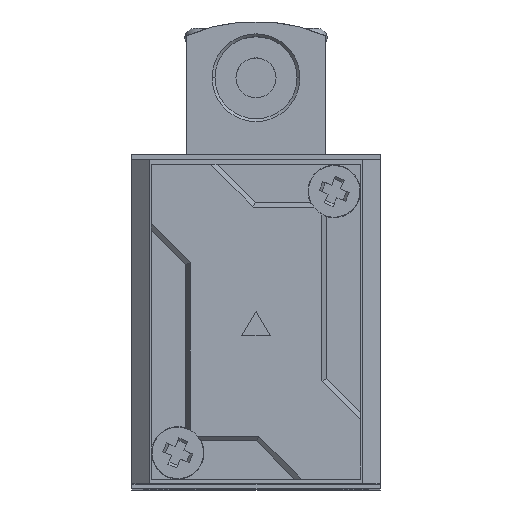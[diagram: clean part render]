
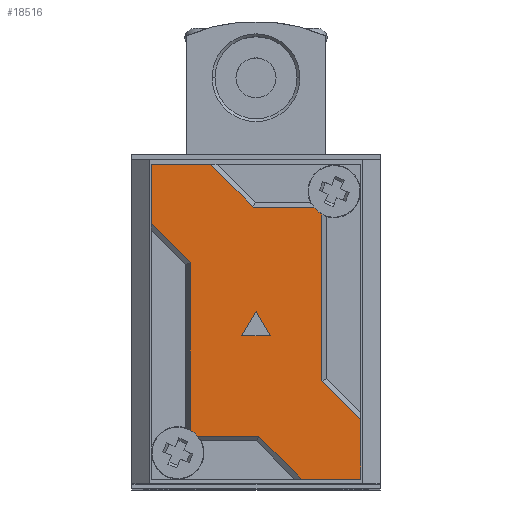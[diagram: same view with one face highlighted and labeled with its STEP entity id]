
A CAD part, top view. The second image highlights one B-rep face of the part: STEP entity #18516.
In plain terms, the highlighted face is planar.
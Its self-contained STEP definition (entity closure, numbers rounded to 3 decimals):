
#1667 = AXIS2_PLACEMENT_3D ( 'NONE', #6541, #6539, #6538 ) ;
#1967 = LINE ( 'NONE', #15392, #1972 ) ;
#1972 = VECTOR ( 'NONE', #15391, 1000. ) ;
#2078 = LINE ( 'NONE', #15464, #2079 ) ;
#2079 = VECTOR ( 'NONE', #15463, 1000. ) ;
#2825 = VERTEX_POINT ( 'NONE', #15229 ) ;
#2826 = VERTEX_POINT ( 'NONE', #15225 ) ;
#2827 = VERTEX_POINT ( 'NONE', #15221 ) ;
#2828 = VERTEX_POINT ( 'NONE', #15217 ) ;
#2829 = VERTEX_POINT ( 'NONE', #15216 ) ;
#2830 = VERTEX_POINT ( 'NONE', #15212 ) ;
#2831 = VERTEX_POINT ( 'NONE', #15209 ) ;
#2854 = VERTEX_POINT ( 'NONE', #15131 ) ;
#2855 = VERTEX_POINT ( 'NONE', #15127 ) ;
#2922 = VERTEX_POINT ( 'NONE', #14882 ) ;
#2923 = VERTEX_POINT ( 'NONE', #14875 ) ;
#3013 = VERTEX_POINT ( 'NONE', #15986 ) ;
#3014 = VERTEX_POINT ( 'NONE', #15985 ) ;
#3024 = VERTEX_POINT ( 'NONE', #15972 ) ;
#3025 = VERTEX_POINT ( 'NONE', #15971 ) ;
#3341 = VERTEX_POINT ( 'NONE', #15560 ) ;
#3342 = VERTEX_POINT ( 'NONE', #15558 ) ;
#3373 = EDGE_CURVE ( 'NONE', #3024, #3341, #2078, .T. ) ;
#3376 = LINE ( 'NONE', #15377, #5436 ) ;
#3918 = DIRECTION ( 'NONE',  ( -0.707, -0.707, 0. ) ) ;
#3919 = CARTESIAN_POINT ( 'NONE',  ( -11., -10.277, -4. ) ) ;
#3921 = DIRECTION ( 'NONE',  ( 0.707, 0.707, 0. ) ) ;
#3922 = CARTESIAN_POINT ( 'NONE',  ( -4.777, -16.5, -4. ) ) ;
#3923 = DIRECTION ( 'NONE',  ( 1., 0., 0. ) ) ;
#3925 = CARTESIAN_POINT ( 'NONE',  ( -0.277, -12., -4. ) ) ;
#3927 = DIRECTION ( 'NONE',  ( -1., 0., 0. ) ) ;
#3928 = DIRECTION ( 'NONE',  ( 0., 0., -1. ) ) ;
#3930 = CARTESIAN_POINT ( 'NONE',  ( 8.2, -13.75, -4. ) ) ;
#3932 = DIRECTION ( 'NONE',  ( 0., 1., 0. ) ) ;
#3933 = CARTESIAN_POINT ( 'NONE',  ( 6.9, 6.177, -4. ) ) ;
#3934 = DIRECTION ( 'NONE',  ( 0.707, 0.707, 0. ) ) ;
#3935 = CARTESIAN_POINT ( 'NONE',  ( 11., 10.277, -4. ) ) ;
#3937 = DIRECTION ( 'NONE',  ( -0.707, -0.707, 0. ) ) ;
#3939 = CARTESIAN_POINT ( 'NONE',  ( 4.777, 16.5, -4. ) ) ;
#3941 = DIRECTION ( 'NONE',  ( -1., 0., 0. ) ) ;
#3942 = CARTESIAN_POINT ( 'NONE',  ( -6.9, 12., -4. ) ) ;
#3943 = DIRECTION ( 'NONE',  ( 0., -1., 0. ) ) ;
#3944 = CARTESIAN_POINT ( 'NONE',  ( -6.9, 12., -4. ) ) ;
#3946 = DIRECTION ( 'NONE',  ( -1., 0., 0. ) ) ;
#3948 = CARTESIAN_POINT ( 'NONE',  ( -1.5, -1.5, -4. ) ) ;
#3949 = DIRECTION ( 'NONE',  ( 0.5, 0.866, 0. ) ) ;
#3951 = CARTESIAN_POINT ( 'NONE',  ( -1.5, -1.5, -4. ) ) ;
#3952 = DIRECTION ( 'NONE',  ( 0.5, -0.866, 0. ) ) ;
#3954 = CARTESIAN_POINT ( 'NONE',  ( 1.5, -1.5, -4. ) ) ;
#4095 = DIRECTION ( 'NONE',  ( -1., 0., 0. ) ) ;
#4096 = DIRECTION ( 'NONE',  ( 0., 0., -1. ) ) ;
#4097 = CARTESIAN_POINT ( 'NONE',  ( -8.2, 13.65, -4. ) ) ;
#4685 = EDGE_CURVE ( 'NONE', #3342, #3024, #18946, .T. ) ;
#4691 = EDGE_CURVE ( 'NONE', #3025, #2855, #1967, .T. ) ;
#4696 = EDGE_CURVE ( 'NONE', #2854, #3025, #3376, .T. ) ;
#5436 = VECTOR ( 'NONE', #15376, 1000. ) ;
#6538 = DIRECTION ( 'NONE',  ( 1., 0., 0. ) ) ;
#6539 = DIRECTION ( 'NONE',  ( 0., 0., 1. ) ) ;
#6541 = CARTESIAN_POINT ( 'NONE',  ( 11., -12., -4. ) ) ;
#6542 = PLANE ( 'NONE',  #1667 ) ;
#7554 = AXIS2_PLACEMENT_3D ( 'NONE', #4097, #4096, #4095 ) ;
#7565 = AXIS2_PLACEMENT_3D ( 'NONE', #3930, #3928, #3927 ) ;
#10605 = FACE_BOUND ( 'NONE', #17712, .T. ) ;
#10606 = FACE_OUTER_BOUND ( 'NONE', #17716, .T. ) ;
#11109 = CIRCLE ( 'NONE', #7554, 2.7 ) ;
#11175 = LINE ( 'NONE', #3954, #11177 ) ;
#11177 = VECTOR ( 'NONE', #3952, 1000. ) ;
#11178 = LINE ( 'NONE', #3951, #11179 ) ;
#11179 = VECTOR ( 'NONE', #3949, 1000. ) ;
#11180 = LINE ( 'NONE', #3948, #11181 ) ;
#11181 = VECTOR ( 'NONE', #3946, 1000. ) ;
#11182 = LINE ( 'NONE', #3944, #11183 ) ;
#11183 = VECTOR ( 'NONE', #3943, 1000. ) ;
#11184 = LINE ( 'NONE', #3942, #11185 ) ;
#11185 = VECTOR ( 'NONE', #3941, 1000. ) ;
#11186 = LINE ( 'NONE', #3939, #11187 ) ;
#11187 = VECTOR ( 'NONE', #3937, 1000. ) ;
#11188 = LINE ( 'NONE', #3935, #11189 ) ;
#11189 = VECTOR ( 'NONE', #3934, 1000. ) ;
#11190 = LINE ( 'NONE', #3933, #11191 ) ;
#11191 = VECTOR ( 'NONE', #3932, 1000. ) ;
#11192 = LINE ( 'NONE', #3925, #11194 ) ;
#11193 = CIRCLE ( 'NONE', #7565, 2.7 ) ;
#11194 = VECTOR ( 'NONE', #3923, 1000. ) ;
#11195 = LINE ( 'NONE', #3922, #11196 ) ;
#11196 = VECTOR ( 'NONE', #3921, 1000. ) ;
#11197 = LINE ( 'NONE', #3919, #11198 ) ;
#11198 = VECTOR ( 'NONE', #3918, 1000. ) ;
#14875 = CARTESIAN_POINT ( 'NONE',  ( -6.063, 12., -4. ) ) ;
#14882 = CARTESIAN_POINT ( 'NONE',  ( -6.9, 11.284, -4. ) ) ;
#15127 = CARTESIAN_POINT ( 'NONE',  ( -4.777, -16.5, -4. ) ) ;
#15131 = CARTESIAN_POINT ( 'NONE',  ( -11., -10.277, -4. ) ) ;
#15209 = CARTESIAN_POINT ( 'NONE',  ( 0., 1.098, -4. ) ) ;
#15212 = CARTESIAN_POINT ( 'NONE',  ( -1.5, -1.5, -4. ) ) ;
#15216 = CARTESIAN_POINT ( 'NONE',  ( -6.9, -6.177, -4. ) ) ;
#15217 = CARTESIAN_POINT ( 'NONE',  ( 0.277, 12., -4. ) ) ;
#15221 = CARTESIAN_POINT ( 'NONE',  ( 6.9, 6.177, -4. ) ) ;
#15225 = CARTESIAN_POINT ( 'NONE',  ( 6.144, -12., -4. ) ) ;
#15229 = CARTESIAN_POINT ( 'NONE',  ( -0.277, -12., -4. ) ) ;
#15376 = DIRECTION ( 'NONE',  ( 0., -1., 0. ) ) ;
#15377 = CARTESIAN_POINT ( 'NONE',  ( -11., -10.277, -4. ) ) ;
#15391 = DIRECTION ( 'NONE',  ( 1., 0., 0. ) ) ;
#15392 = CARTESIAN_POINT ( 'NONE',  ( -11., -16.5, -4. ) ) ;
#15408 = DIRECTION ( 'NONE',  ( 0., 1., 0. ) ) ;
#15411 = CARTESIAN_POINT ( 'NONE',  ( 11., 16.5, -4. ) ) ;
#15463 = DIRECTION ( 'NONE',  ( -1., 0., 0. ) ) ;
#15464 = CARTESIAN_POINT ( 'NONE',  ( 4.777, 16.5, -4. ) ) ;
#15558 = CARTESIAN_POINT ( 'NONE',  ( 11., 10.277, -4. ) ) ;
#15560 = CARTESIAN_POINT ( 'NONE',  ( 4.777, 16.5, -4. ) ) ;
#15971 = CARTESIAN_POINT ( 'NONE',  ( -11., -16.5, -4. ) ) ;
#15972 = CARTESIAN_POINT ( 'NONE',  ( 11., 16.5, -4. ) ) ;
#15985 = CARTESIAN_POINT ( 'NONE',  ( 1.5, -1.5, -4. ) ) ;
#15986 = CARTESIAN_POINT ( 'NONE',  ( 6.9, -11.384, -4. ) ) ;
#16455 = ORIENTED_EDGE ( 'NONE', *, *, #18887, .F. ) ;
#16456 = ORIENTED_EDGE ( 'NONE', *, *, #4696, .F. ) ;
#16457 = ORIENTED_EDGE ( 'NONE', *, *, #4691, .F. ) ;
#16458 = ORIENTED_EDGE ( 'NONE', *, *, #18886, .F. ) ;
#16459 = ORIENTED_EDGE ( 'NONE', *, *, #18885, .F. ) ;
#16460 = ORIENTED_EDGE ( 'NONE', *, *, #18884, .F. ) ;
#16461 = ORIENTED_EDGE ( 'NONE', *, *, #18883, .F. ) ;
#16462 = ORIENTED_EDGE ( 'NONE', *, *, #18882, .F. ) ;
#16463 = ORIENTED_EDGE ( 'NONE', *, *, #4685, .F. ) ;
#16464 = ORIENTED_EDGE ( 'NONE', *, *, #3373, .F. ) ;
#16465 = ORIENTED_EDGE ( 'NONE', *, *, #18881, .F. ) ;
#16466 = ORIENTED_EDGE ( 'NONE', *, *, #18880, .F. ) ;
#16467 = ORIENTED_EDGE ( 'NONE', *, *, #18835, .F. ) ;
#16468 = ORIENTED_EDGE ( 'NONE', *, *, #18879, .F. ) ;
#16469 = ORIENTED_EDGE ( 'NONE', *, *, #18878, .F. ) ;
#16470 = ORIENTED_EDGE ( 'NONE', *, *, #18877, .F. ) ;
#16471 = ORIENTED_EDGE ( 'NONE', *, *, #18876, .F. ) ;
#17712 = EDGE_LOOP ( 'NONE', ( #16471, #16470, #16469 ) ) ;
#17716 = EDGE_LOOP ( 'NONE', ( #16468, #16467, #16466, #16465, #16464, #16463, #16462, #16461, #16460, #16459, #16458, #16457, #16456, #16455 ) ) ;
#18516 = ADVANCED_FACE ( 'NONE', ( #10605, #10606 ), #6542, .F. ) ;
#18835 = EDGE_CURVE ( 'NONE', #2923, #2922, #11109, .T. ) ;
#18876 = EDGE_CURVE ( 'NONE', #2831, #3014, #11175, .T. ) ;
#18877 = EDGE_CURVE ( 'NONE', #2830, #2831, #11178, .T. ) ;
#18878 = EDGE_CURVE ( 'NONE', #3014, #2830, #11180, .T. ) ;
#18879 = EDGE_CURVE ( 'NONE', #2922, #2829, #11182, .T. ) ;
#18880 = EDGE_CURVE ( 'NONE', #2828, #2923, #11184, .T. ) ;
#18881 = EDGE_CURVE ( 'NONE', #3341, #2828, #11186, .T. ) ;
#18882 = EDGE_CURVE ( 'NONE', #2827, #3342, #11188, .T. ) ;
#18883 = EDGE_CURVE ( 'NONE', #3013, #2827, #11190, .T. ) ;
#18884 = EDGE_CURVE ( 'NONE', #2826, #3013, #11193, .T. ) ;
#18885 = EDGE_CURVE ( 'NONE', #2825, #2826, #11192, .T. ) ;
#18886 = EDGE_CURVE ( 'NONE', #2855, #2825, #11195, .T. ) ;
#18887 = EDGE_CURVE ( 'NONE', #2829, #2854, #11197, .T. ) ;
#18945 = VECTOR ( 'NONE', #15408, 1000. ) ;
#18946 = LINE ( 'NONE', #15411, #18945 ) ;
